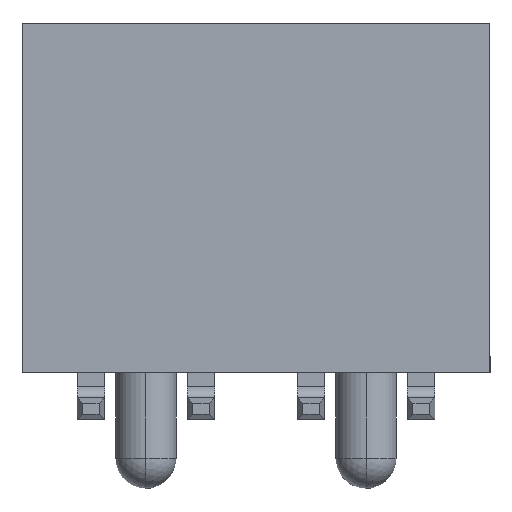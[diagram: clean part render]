
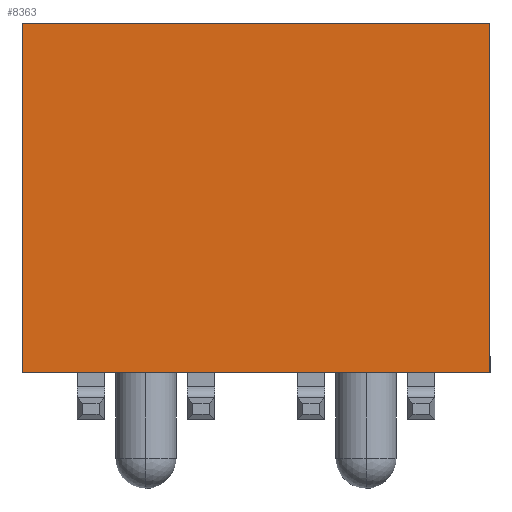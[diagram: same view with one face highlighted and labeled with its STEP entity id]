
A CAD part, front view. The second image highlights one B-rep face of the part: STEP entity #8363.
In plain terms, the highlighted planar face has unit normal (0, -1, 0).
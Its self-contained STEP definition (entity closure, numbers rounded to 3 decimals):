
#1128 = CARTESIAN_POINT ( 'NONE',  ( -30.25, -2., 0. ) ) ;
#1254 = VECTOR ( 'NONE', #7900, 1000. ) ;
#1284 = DIRECTION ( 'NONE',  ( 1., 0., 0. ) ) ;
#1406 = CARTESIAN_POINT ( 'NONE',  ( -21.75, -2., 6.35 ) ) ;
#1585 = CARTESIAN_POINT ( 'NONE',  ( -21.75, -2., 0. ) ) ;
#2135 = CARTESIAN_POINT ( 'NONE',  ( -21.75, -2., 6.35 ) ) ;
#2198 = DIRECTION ( 'NONE',  ( 0., 0., 1. ) ) ;
#2473 = LINE ( 'NONE', #6017, #9166 ) ;
#3331 = CARTESIAN_POINT ( 'NONE',  ( -42.25, -2., 6.35 ) ) ;
#3435 = LINE ( 'NONE', #3331, #1254 ) ;
#3702 = EDGE_CURVE ( 'NONE', #10757, #8686, #2473, .T. ) ;
#3932 = FACE_OUTER_BOUND ( 'NONE', #4798, .T. ) ;
#4104 = CARTESIAN_POINT ( 'NONE',  ( -42.25, -2., 6.35 ) ) ;
#4798 = EDGE_LOOP ( 'NONE', ( #10530, #6462, #7070, #9947 ) ) ;
#5125 = VERTEX_POINT ( 'NONE', #1585 ) ;
#5632 = CARTESIAN_POINT ( 'NONE',  ( -30.25, -2., 6.35 ) ) ;
#5978 = EDGE_CURVE ( 'NONE', #8686, #5125, #6487, .T. ) ;
#6017 = CARTESIAN_POINT ( 'NONE',  ( -30.25, -2., 6.35 ) ) ;
#6076 = DIRECTION ( 'NONE',  ( 0., 0., -1. ) ) ;
#6226 = AXIS2_PLACEMENT_3D ( 'NONE', #4104, #6521, #6699 ) ;
#6462 = ORIENTED_EDGE ( 'NONE', *, *, #3702, .T. ) ;
#6487 = LINE ( 'NONE', #9219, #7294 ) ;
#6521 = DIRECTION ( 'NONE',  ( 0., 1., 0. ) ) ;
#6699 = DIRECTION ( 'NONE',  ( 0., 0., 1. ) ) ;
#7070 = ORIENTED_EDGE ( 'NONE', *, *, #5978, .T. ) ;
#7185 = EDGE_CURVE ( 'NONE', #5125, #9200, #9210, .T. ) ;
#7294 = VECTOR ( 'NONE', #1284, 1000. ) ;
#7576 = PLANE ( 'NONE',  #6226 ) ;
#7900 = DIRECTION ( 'NONE',  ( 1., 0., 0. ) ) ;
#8363 = ADVANCED_FACE ( 'NONE', ( #3932 ), #7576, .F. ) ;
#8441 = EDGE_CURVE ( 'NONE', #10757, #9200, #3435, .T. ) ;
#8686 = VERTEX_POINT ( 'NONE', #1128 ) ;
#9166 = VECTOR ( 'NONE', #6076, 1000. ) ;
#9200 = VERTEX_POINT ( 'NONE', #1406 ) ;
#9210 = LINE ( 'NONE', #2135, #10685 ) ;
#9219 = CARTESIAN_POINT ( 'NONE',  ( -42.25, -2., 0. ) ) ;
#9947 = ORIENTED_EDGE ( 'NONE', *, *, #7185, .T. ) ;
#10530 = ORIENTED_EDGE ( 'NONE', *, *, #8441, .F. ) ;
#10685 = VECTOR ( 'NONE', #2198, 1000. ) ;
#10757 = VERTEX_POINT ( 'NONE', #5632 ) ;
